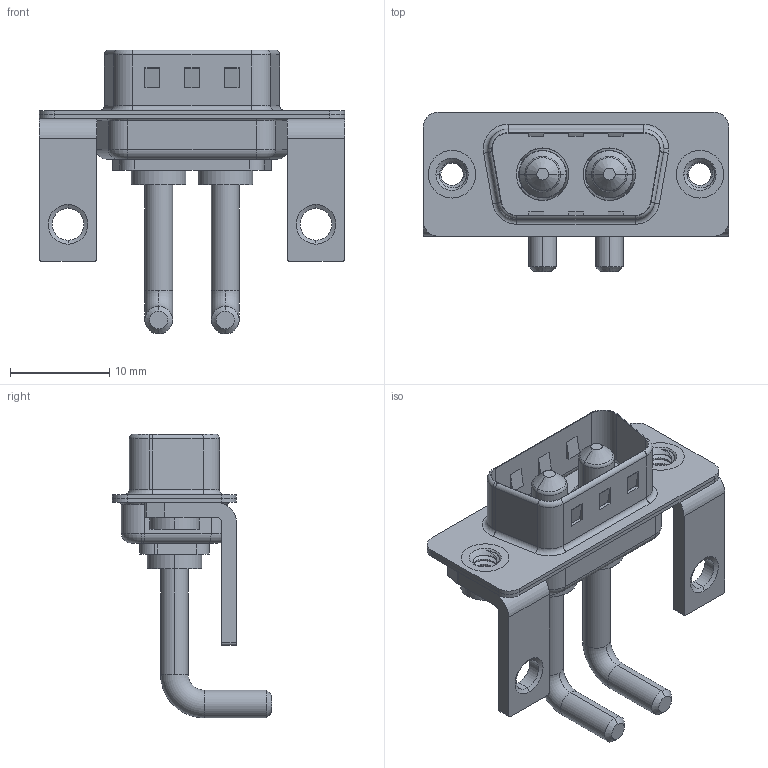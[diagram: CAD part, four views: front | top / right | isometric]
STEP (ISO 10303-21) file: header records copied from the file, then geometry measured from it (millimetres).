
FILE_DESCRIPTION (( 'STEP AP203' ), '1' );
FILE_NAME ('629-2W2-250-2TC.STEP', '2022-05-03T23:17:39', ( '' ), ( '' ), 'SwSTEP 2.0', 'SolidWorks 2020', '' );
FILE_SCHEMA (( 'CONFIG_CONTROL_DESIGN' ));
Length unit declared in the file: millimetre
Products named in the file (7): Power Pin_Ext 20A RA; 629Combo Threaded Rivet_2; 629Combo Shell Rear_09 Contacts; 629Combo Stabilizer Bracket; 629-2W2-250-2TC; 629Combo Housing_2W2; 629Combo Shell Front_09 Contacts
Assembly tree (9 placements, depth 2):
  629-2W2-250-2TC
    629Combo Housing_2W2
    629Combo Shell Rear_09 Contacts
    629Combo Shell Front_09 Contacts
    629Combo Threaded Rivet_2  x2
    629Combo Stabilizer Bracket  x2
    Power Pin_Ext 20A RA  x2
Bounding box: 30.8 x 16.05 x 28.63 mm (x, y, z)
Volume: 1985.5 mm3; surface area: 4543 mm2
Topology: 11 solids, 11 shells, 438 faces, 1069 edges, 670 vertices
Faces by surface type: cylinder 195, plane 147, torus 58, cone 30, bspline 8
Entity records: 12461 total; most frequent: CARTESIAN_POINT 3303, DIRECTION 1855, ORIENTED_EDGE 1684, EDGE_CURVE 842, AXIS2_PLACEMENT_3D 713, VERTEX_POINT 528, VECTOR 429, LINE 429
